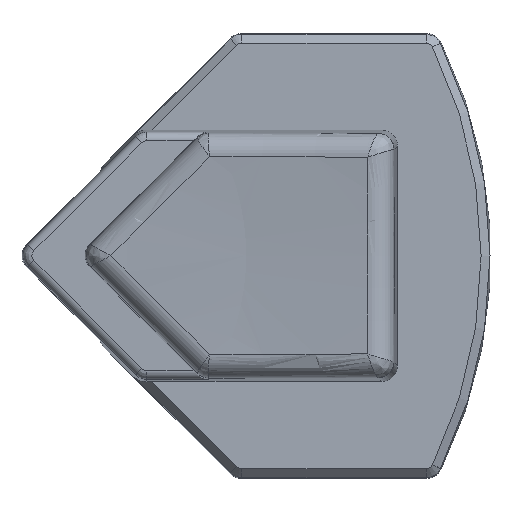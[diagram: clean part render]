
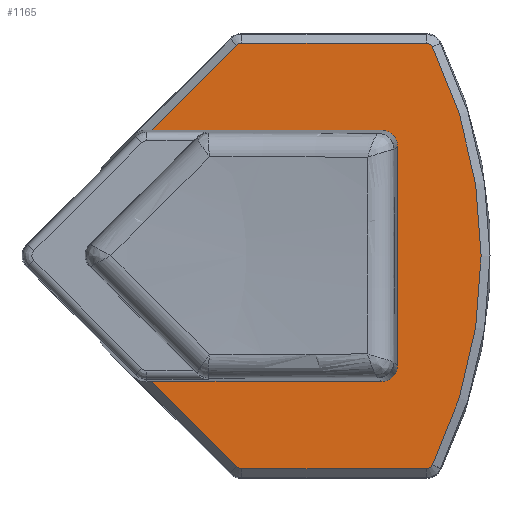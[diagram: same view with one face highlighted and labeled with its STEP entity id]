
A CAD part, top view. The second image highlights one B-rep face of the part: STEP entity #1165.
In plain terms, the highlighted planar face has unit normal (0, 0, 1).
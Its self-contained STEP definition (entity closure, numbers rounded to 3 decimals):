
#33=PLANE('',#1251);
#50=ELLIPSE('',#1252,0.45,0.45);
#51=ELLIPSE('',#1253,0.45,0.45);
#116=FACE_OUTER_BOUND('',#190,.T.);
#190=EDGE_LOOP('',(#888,#889,#890,#891,#892,#893,#894,#895,#896,#897,#898,
#899,#900,#901,#902,#903,#904,#905,#906,#907,#908,#909));
#252=B_SPLINE_CURVE_WITH_KNOTS('',3,(#1924,#1925,#1926,#1927),
 .UNSPECIFIED.,.F.,.F.,(4,4),(-0.389,0.389),
 .UNSPECIFIED.);
#254=B_SPLINE_CURVE_WITH_KNOTS('',3,(#1949,#1950,#1951,#1952),
 .UNSPECIFIED.,.F.,.F.,(4,4),(0.389,0.393),
 .UNSPECIFIED.);
#255=B_SPLINE_CURVE_WITH_KNOTS('',3,(#1978,#1979,#1980,#1981),
 .UNSPECIFIED.,.F.,.F.,(4,4),(-0.393,-0.389),
 .UNSPECIFIED.);
#257=B_SPLINE_CURVE_WITH_KNOTS('',3,(#2006,#2007,#2008,#2009),
 .UNSPECIFIED.,.F.,.F.,(4,4),(0.,0.05),
 .UNSPECIFIED.);
#259=B_SPLINE_CURVE_WITH_KNOTS('',3,(#2032,#2033,#2034,#2035),
 .UNSPECIFIED.,.F.,.F.,(4,4),(0.05,0.05),
 .UNSPECIFIED.);
#261=B_SPLINE_CURVE_WITH_KNOTS('',3,(#2065,#2066,#2067,#2068),
 .UNSPECIFIED.,.F.,.F.,(4,4),(0.,0.),
 .UNSPECIFIED.);
#263=B_SPLINE_CURVE_WITH_KNOTS('',3,(#2093,#2094,#2095,#2096),
 .UNSPECIFIED.,.F.,.F.,(4,4),(0.,0.05),
 .UNSPECIFIED.);
#265=B_SPLINE_CURVE_WITH_KNOTS('',3,(#2119,#2120,#2121,#2122),
 .UNSPECIFIED.,.F.,.F.,(4,4),(0.05,0.05),
 .UNSPECIFIED.);
#267=B_SPLINE_CURVE_WITH_KNOTS('',3,(#2152,#2153,#2154,#2155),
 .UNSPECIFIED.,.F.,.F.,(4,4),(0.,0.),
 .UNSPECIFIED.);
#269=B_SPLINE_CURVE_WITH_KNOTS('',3,(#2180,#2181,#2182,#2183),
 .UNSPECIFIED.,.F.,.F.,(4,4),(-0.389,0.389),
 .UNSPECIFIED.);
#271=B_SPLINE_CURVE_WITH_KNOTS('',3,(#2206,#2207,#2208,#2209),
 .UNSPECIFIED.,.F.,.F.,(4,4),(0.389,0.393),
 .UNSPECIFIED.);
#273=B_SPLINE_CURVE_WITH_KNOTS('',3,(#2241,#2242,#2243,#2244),
 .UNSPECIFIED.,.F.,.F.,(4,4),(-0.393,-0.389),
 .UNSPECIFIED.);
#313=LINE('',#1902,#381);
#318=LINE('',#1958,#386);
#328=LINE('',#2132,#396);
#334=LINE('',#2219,#402);
#337=LINE('',#2251,#405);
#338=LINE('',#2255,#406);
#339=LINE('',#2258,#407);
#381=VECTOR('',#1373,10.);
#386=VECTOR('',#1380,10.);
#396=VECTOR('',#1398,10.);
#402=VECTOR('',#1406,10.);
#405=VECTOR('',#1413,10.);
#406=VECTOR('',#1416,10.);
#407=VECTOR('',#1419,10.);
#441=CIRCLE('',#1246,13.574);
#500=VERTEX_POINT('',#1899);
#501=VERTEX_POINT('',#1901);
#503=VERTEX_POINT('',#1921);
#504=VERTEX_POINT('',#1923);
#506=VERTEX_POINT('',#1955);
#507=VERTEX_POINT('',#1957);
#510=VERTEX_POINT('',#2003);
#511=VERTEX_POINT('',#2005);
#514=VERTEX_POINT('',#2042);
#515=VERTEX_POINT('',#2044);
#518=VERTEX_POINT('',#2090);
#519=VERTEX_POINT('',#2092);
#522=VERTEX_POINT('',#2129);
#523=VERTEX_POINT('',#2131);
#526=VERTEX_POINT('',#2177);
#527=VERTEX_POINT('',#2179);
#530=VERTEX_POINT('',#2216);
#531=VERTEX_POINT('',#2218);
#534=VERTEX_POINT('',#2250);
#535=VERTEX_POINT('',#2252);
#536=VERTEX_POINT('',#2254);
#537=VERTEX_POINT('',#2256);
#620=EDGE_CURVE('',#500,#501,#313,.T.);
#623=EDGE_CURVE('',#503,#504,#252,.T.);
#626=EDGE_CURVE('',#504,#500,#254,.T.);
#628=EDGE_CURVE('',#506,#507,#318,.T.);
#631=EDGE_CURVE('',#507,#503,#255,.T.);
#634=EDGE_CURVE('',#510,#511,#257,.T.);
#637=EDGE_CURVE('',#511,#506,#259,.T.);
#640=EDGE_CURVE('',#514,#515,#441,.T.);
#643=EDGE_CURVE('',#515,#510,#261,.T.);
#646=EDGE_CURVE('',#518,#519,#263,.T.);
#649=EDGE_CURVE('',#519,#514,#265,.T.);
#652=EDGE_CURVE('',#522,#523,#328,.T.);
#655=EDGE_CURVE('',#523,#518,#267,.T.);
#658=EDGE_CURVE('',#526,#527,#269,.T.);
#661=EDGE_CURVE('',#527,#522,#271,.T.);
#664=EDGE_CURVE('',#530,#531,#334,.T.);
#668=EDGE_CURVE('',#531,#526,#273,.T.);
#670=EDGE_CURVE('',#530,#534,#337,.T.);
#671=EDGE_CURVE('',#535,#534,#50,.F.);
#672=EDGE_CURVE('',#535,#536,#338,.T.);
#673=EDGE_CURVE('',#537,#536,#51,.F.);
#674=EDGE_CURVE('',#537,#501,#339,.T.);
#888=ORIENTED_EDGE('',*,*,#620,.F.);
#889=ORIENTED_EDGE('',*,*,#626,.F.);
#890=ORIENTED_EDGE('',*,*,#623,.F.);
#891=ORIENTED_EDGE('',*,*,#631,.F.);
#892=ORIENTED_EDGE('',*,*,#628,.F.);
#893=ORIENTED_EDGE('',*,*,#637,.F.);
#894=ORIENTED_EDGE('',*,*,#634,.F.);
#895=ORIENTED_EDGE('',*,*,#643,.F.);
#896=ORIENTED_EDGE('',*,*,#640,.F.);
#897=ORIENTED_EDGE('',*,*,#649,.F.);
#898=ORIENTED_EDGE('',*,*,#646,.F.);
#899=ORIENTED_EDGE('',*,*,#655,.F.);
#900=ORIENTED_EDGE('',*,*,#652,.F.);
#901=ORIENTED_EDGE('',*,*,#661,.F.);
#902=ORIENTED_EDGE('',*,*,#658,.F.);
#903=ORIENTED_EDGE('',*,*,#668,.F.);
#904=ORIENTED_EDGE('',*,*,#664,.F.);
#905=ORIENTED_EDGE('',*,*,#670,.T.);
#906=ORIENTED_EDGE('',*,*,#671,.F.);
#907=ORIENTED_EDGE('',*,*,#672,.T.);
#908=ORIENTED_EDGE('',*,*,#673,.F.);
#909=ORIENTED_EDGE('',*,*,#674,.T.);
#1165=ADVANCED_FACE('',(#116),#33,.T.);
#1246=AXIS2_PLACEMENT_3D('',#2045,#1388,#1389);
#1251=AXIS2_PLACEMENT_3D('',#2249,#1411,#1412);
#1252=AXIS2_PLACEMENT_3D('',#2253,#1414,#1415);
#1253=AXIS2_PLACEMENT_3D('',#2257,#1417,#1418);
#1373=DIRECTION('',(-0.707,0.707,0.));
#1380=DIRECTION('',(-1.,0.,0.));
#1388=DIRECTION('center_axis',(0.,0.,-1.));
#1389=DIRECTION('ref_axis',(1.,0.,0.));
#1398=DIRECTION('',(1.,0.,0.));
#1406=DIRECTION('',(0.707,0.707,0.));
#1411=DIRECTION('center_axis',(0.,0.,1.));
#1412=DIRECTION('ref_axis',(1.,0.,0.));
#1413=DIRECTION('',(1.,0.,0.));
#1414=DIRECTION('center_axis',(0.,0.,-1.));
#1415=DIRECTION('ref_axis',(0.707,0.707,0.));
#1416=DIRECTION('',(0.,-1.,0.));
#1417=DIRECTION('center_axis',(0.,0.,-1.));
#1418=DIRECTION('ref_axis',(0.707,-0.707,0.));
#1419=DIRECTION('',(-1.,0.,0.));
#1899=CARTESIAN_POINT('',(6.572,-6.04,1.5));
#1901=CARTESIAN_POINT('',(4.131,-3.599,1.5));
#1902=CARTESIAN_POINT('',(1.997,-1.465,1.5));
#1921=CARTESIAN_POINT('',(6.713,-6.099,1.5));
#1923=CARTESIAN_POINT('',(6.573,-6.041,1.5));
#1924=CARTESIAN_POINT('Ctrl Pts',(6.713,-6.099,1.5));
#1925=CARTESIAN_POINT('Ctrl Pts',(6.661,-6.099,1.5));
#1926=CARTESIAN_POINT('Ctrl Pts',(6.61,-6.077,1.5));
#1927=CARTESIAN_POINT('Ctrl Pts',(6.573,-6.041,1.5));
#1949=CARTESIAN_POINT('Ctrl Pts',(6.573,-6.041,1.5));
#1950=CARTESIAN_POINT('Ctrl Pts',(6.573,-6.041,1.5));
#1951=CARTESIAN_POINT('Ctrl Pts',(6.572,-6.04,1.5));
#1952=CARTESIAN_POINT('Ctrl Pts',(6.572,-6.04,1.5));
#1955=CARTESIAN_POINT('',(12.003,-6.099,1.5));
#1957=CARTESIAN_POINT('',(6.714,-6.099,1.5));
#1958=CARTESIAN_POINT('',(6.65,-6.099,1.5));
#1978=CARTESIAN_POINT('Ctrl Pts',(6.714,-6.099,1.5));
#1979=CARTESIAN_POINT('Ctrl Pts',(6.713,-6.099,1.5));
#1980=CARTESIAN_POINT('Ctrl Pts',(6.713,-6.099,1.5));
#1981=CARTESIAN_POINT('Ctrl Pts',(6.713,-6.099,1.5));
#2003=CARTESIAN_POINT('',(12.182,-5.988,1.5));
#2005=CARTESIAN_POINT('',(12.004,-6.099,1.5));
#2006=CARTESIAN_POINT('Ctrl Pts',(12.182,-5.988,1.5));
#2007=CARTESIAN_POINT('Ctrl Pts',(12.149,-6.054,1.5));
#2008=CARTESIAN_POINT('Ctrl Pts',(12.077,-6.098,1.5));
#2009=CARTESIAN_POINT('Ctrl Pts',(12.004,-6.099,1.5));
#2032=CARTESIAN_POINT('Ctrl Pts',(12.004,-6.099,1.5));
#2033=CARTESIAN_POINT('Ctrl Pts',(12.003,-6.099,1.5));
#2034=CARTESIAN_POINT('Ctrl Pts',(12.003,-6.099,1.5));
#2035=CARTESIAN_POINT('Ctrl Pts',(12.003,-6.099,1.5));
#2042=CARTESIAN_POINT('',(12.182,5.987,1.5));
#2044=CARTESIAN_POINT('',(12.182,-5.987,1.5));
#2045=CARTESIAN_POINT('Origin',(0.,0.,1.5));
#2065=CARTESIAN_POINT('Ctrl Pts',(12.182,-5.987,1.5));
#2066=CARTESIAN_POINT('Ctrl Pts',(12.182,-5.987,1.5));
#2067=CARTESIAN_POINT('Ctrl Pts',(12.182,-5.988,1.5));
#2068=CARTESIAN_POINT('Ctrl Pts',(12.182,-5.988,1.5));
#2090=CARTESIAN_POINT('',(12.004,6.099,1.5));
#2092=CARTESIAN_POINT('',(12.182,5.988,1.5));
#2093=CARTESIAN_POINT('Ctrl Pts',(12.004,6.099,1.5));
#2094=CARTESIAN_POINT('Ctrl Pts',(12.077,6.098,1.5));
#2095=CARTESIAN_POINT('Ctrl Pts',(12.149,6.054,1.5));
#2096=CARTESIAN_POINT('Ctrl Pts',(12.182,5.988,1.5));
#2119=CARTESIAN_POINT('Ctrl Pts',(12.182,5.988,1.5));
#2120=CARTESIAN_POINT('Ctrl Pts',(12.182,5.988,1.5));
#2121=CARTESIAN_POINT('Ctrl Pts',(12.182,5.987,1.5));
#2122=CARTESIAN_POINT('Ctrl Pts',(12.182,5.987,1.5));
#2129=CARTESIAN_POINT('',(6.714,6.099,1.5));
#2131=CARTESIAN_POINT('',(12.003,6.099,1.5));
#2132=CARTESIAN_POINT('',(9.61,6.099,1.5));
#2152=CARTESIAN_POINT('Ctrl Pts',(12.003,6.099,1.5));
#2153=CARTESIAN_POINT('Ctrl Pts',(12.003,6.099,1.5));
#2154=CARTESIAN_POINT('Ctrl Pts',(12.003,6.099,1.5));
#2155=CARTESIAN_POINT('Ctrl Pts',(12.004,6.099,1.5));
#2177=CARTESIAN_POINT('',(6.573,6.041,1.5));
#2179=CARTESIAN_POINT('',(6.713,6.099,1.5));
#2180=CARTESIAN_POINT('Ctrl Pts',(6.573,6.041,1.5));
#2181=CARTESIAN_POINT('Ctrl Pts',(6.61,6.077,1.5));
#2182=CARTESIAN_POINT('Ctrl Pts',(6.661,6.099,1.5));
#2183=CARTESIAN_POINT('Ctrl Pts',(6.713,6.099,1.5));
#2206=CARTESIAN_POINT('Ctrl Pts',(6.713,6.099,1.5));
#2207=CARTESIAN_POINT('Ctrl Pts',(6.713,6.099,1.5));
#2208=CARTESIAN_POINT('Ctrl Pts',(6.713,6.099,1.5));
#2209=CARTESIAN_POINT('Ctrl Pts',(6.714,6.099,1.5));
#2216=CARTESIAN_POINT('',(4.131,3.599,1.5));
#2218=CARTESIAN_POINT('',(6.572,6.04,1.5));
#2219=CARTESIAN_POINT('',(5.185,4.653,1.5));
#2241=CARTESIAN_POINT('Ctrl Pts',(6.572,6.04,1.5));
#2242=CARTESIAN_POINT('Ctrl Pts',(6.572,6.04,1.5));
#2243=CARTESIAN_POINT('Ctrl Pts',(6.573,6.041,1.5));
#2244=CARTESIAN_POINT('Ctrl Pts',(6.573,6.041,1.5));
#2249=CARTESIAN_POINT('Origin',(6.925,0.,1.5));
#2250=CARTESIAN_POINT('',(10.724,3.599,1.5));
#2251=CARTESIAN_POINT('',(9.063,3.599,1.5));
#2252=CARTESIAN_POINT('',(11.174,3.149,1.5));
#2253=CARTESIAN_POINT('Origin',(10.724,3.149,1.5));
#2254=CARTESIAN_POINT('',(11.174,-3.149,1.5));
#2255=CARTESIAN_POINT('',(11.174,-1.813,1.5));
#2256=CARTESIAN_POINT('',(10.724,-3.599,1.5));
#2257=CARTESIAN_POINT('Origin',(10.724,-3.149,1.5));
#2258=CARTESIAN_POINT('',(5.275,-3.599,1.5));
